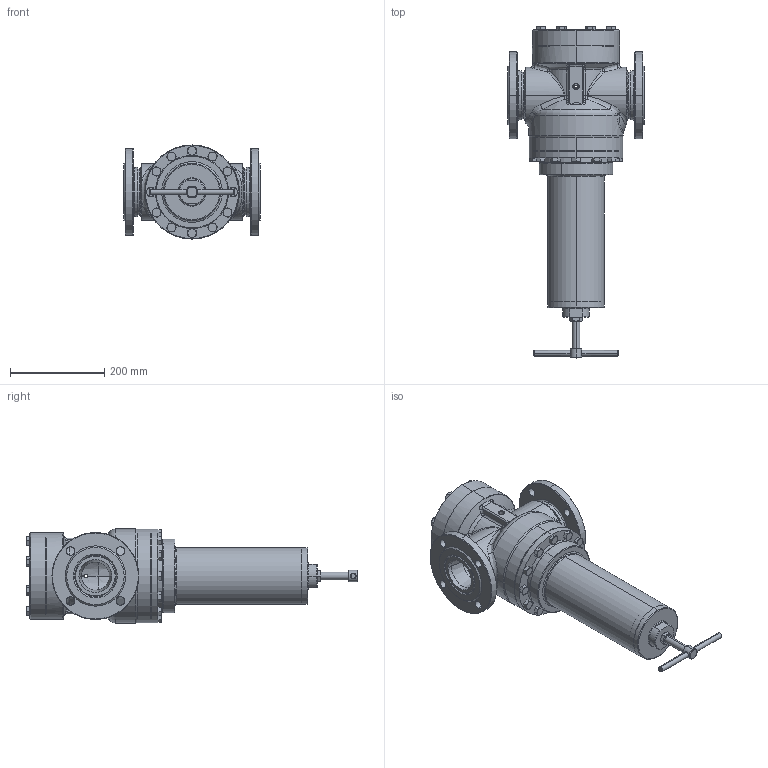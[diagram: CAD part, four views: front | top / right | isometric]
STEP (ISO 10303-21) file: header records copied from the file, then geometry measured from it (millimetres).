
FILE_DESCRIPTION (( 'STEP AP203' ), '1' );
FILE_NAME ('Typ_81-BG_IV-D065.STEP', '2021-03-18T06:11:10', ( '' ), ( '' ), 'SwSTEP 2.0', 'SolidWorks 2016', '' );
FILE_SCHEMA (( 'CONFIG_CONTROL_DESIGN' ));
Length unit declared in the file: millimetre
Products named in the file (1): Typ_81-BG_IV-D065
Bounding box: 290 x 705.6 x 200 mm (x, y, z)
Volume: 5727192.4 mm3; surface area: 1028408.8 mm2
Topology: 30 solids, 30 shells, 1064 faces, 2395 edges, 1408 vertices
Faces by surface type: cone 368, cylinder 301, plane 251, torus 77, bspline 65, sphere 2
Entity records: 35708 total; most frequent: CARTESIAN_POINT 12443, DIRECTION 4953, ORIENTED_EDGE 4698, EDGE_CURVE 2349, AXIS2_PLACEMENT_3D 2080, VERTEX_POINT 1408, EDGE_LOOP 1219, CIRCLE 1080
